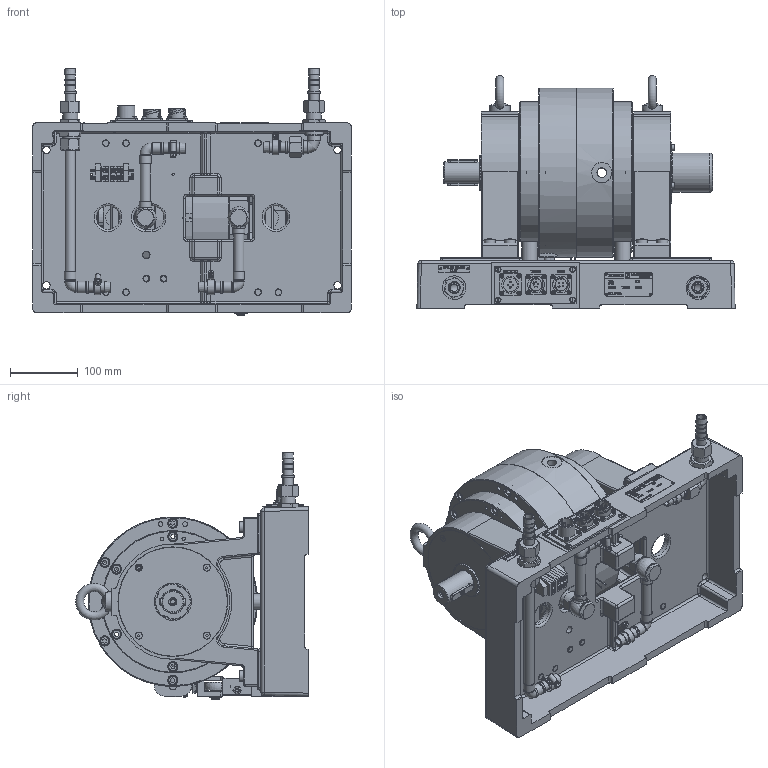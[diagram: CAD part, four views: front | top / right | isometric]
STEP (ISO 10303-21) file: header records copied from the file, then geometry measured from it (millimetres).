
FILE_DESCRIPTION (( 'STEP AP203' ), '1' );
FILE_NAME ('313-101-000-051_EF.STEP', '2014-03-18T08:36:38', ( 'ajoy' ), ( 'Microsoft' ), 'SwSTEP 2.0', 'SolidWorks 2014', '' );
FILE_SCHEMA (( 'CONFIG_CONTROL_DESIGN' ));
Length unit declared in the file: millimetre
Products named in the file (1): 313-101-000-051_EF
Bounding box: 469.86 x 343.46 x 363.86 mm (x, y, z)
Surface area: 1142131 mm2 (no closed solid volume)
Topology: 0 solids, 329 shells, 2034 faces, 8754 edges, 6901 vertices
Faces by surface type: plane 1083, cylinder 564, cone 167, torus 137, sphere 45, bspline 38
Full cylindrical faces by diameter (mm): 0.5 x1, 1.5 x22, 2.5 x4, 3 x4, 3.3 x7, 4.5 x13, 5 x2, 5.1 x1, 5.5 x16, 6 x4, 6.595 x1, 6.8 x3, 7 x2, 7.5 x3, 8 x2, 8.4 x1, 8.5 x7, 8.6 x4, 10 x11, 10.4 x6, 11 x13, 12 x3, 14.2 x2, 15 x40, 16 x21, 16.4 x1, 17 x12, 18 x12, 18.5 x2, 19 x2
Entity records: 98930 total; most frequent: CARTESIAN_POINT 33970, DIRECTION 12084, ORIENTED_EDGE 11128, EDGE_CURVE 8200, VERTEX_POINT 6789, LINE 4304, VECTOR 4304, AXIS2_PLACEMENT_3D 3890
